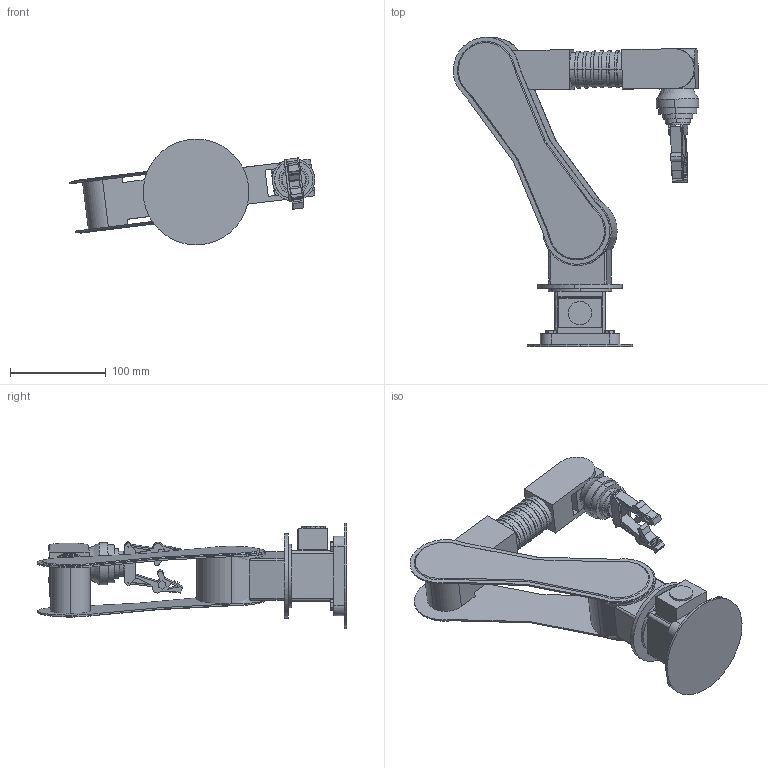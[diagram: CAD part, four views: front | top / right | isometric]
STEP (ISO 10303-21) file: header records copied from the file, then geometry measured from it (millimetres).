
FILE_DESCRIPTION(('FreeCAD Model'),'2;1');
FILE_NAME('Open CASCADE Shape Model','2025-05-02T19:43:50',('FreeCAD'),( 'FreeCAD'),'Open CASCADE STEP processor 7.6','FreeCAD','Unknown');
FILE_SCHEMA(('AUTOMOTIVE_DESIGN { 1 0 10303 214 1 1 1 1 }'));
Length unit declared in the file: millimetre
Products named in the file (1): Open CASCADE STEP translator 7.6 1
Bounding box: 256.5 x 323.03 x 110.54 mm (x, y, z)
Volume: 703010.8 mm3; surface area: 273185.5 mm2
Topology: 9 solids, 14 shells, 499 faces, 1229 edges, 808 vertices
Faces by surface type: bspline 499
Entity records: 14527 total; most frequent: CARTESIAN_POINT 7227, ORIENTED_EDGE 2458, EDGE_CURVE 1229, VERTEX_POINT 808, B_SPLINE_CURVE_WITH_KNOTS 807, FACE_BOUND 577, EDGE_LOOP 577, ADVANCED_FACE 499
